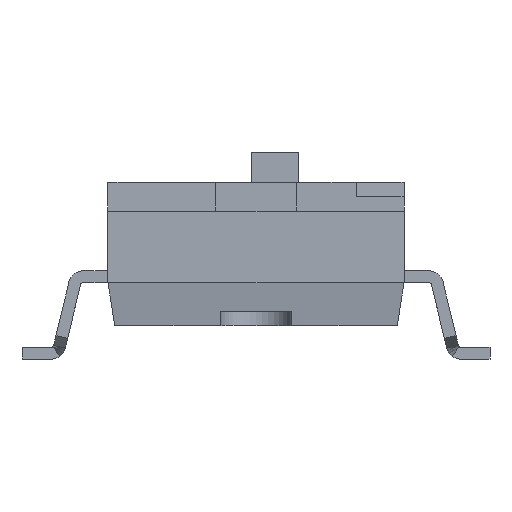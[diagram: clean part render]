
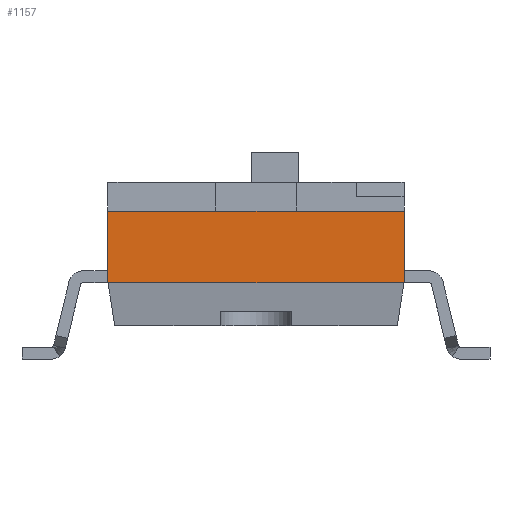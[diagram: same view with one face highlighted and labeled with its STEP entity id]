
A CAD part, left-side view. The second image highlights one B-rep face of the part: STEP entity #1157.
In plain terms, the highlighted planar face has unit normal (-1, 0, 0).
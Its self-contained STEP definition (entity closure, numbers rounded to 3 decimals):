
#1157 = ADVANCED_FACE( '', ( #2419 ), #2420, .T. );
#2419 = FACE_OUTER_BOUND( '', #3914, .T. );
#2420 = PLANE( '', #3915 );
#3914 = EDGE_LOOP( '', ( #6756, #6757, #6758, #6759 ) );
#3915 = AXIS2_PLACEMENT_3D( '', #6760, #6761, #6762 );
#6756 = ORIENTED_EDGE( '', *, *, #10691, .F. );
#6757 = ORIENTED_EDGE( '', *, *, #10226, .F. );
#6758 = ORIENTED_EDGE( '', *, *, #10692, .T. );
#6759 = ORIENTED_EDGE( '', *, *, #10624, .F. );
#6760 = CARTESIAN_POINT( '', ( -8.09, 3.1, -2.4 ) );
#6761 = DIRECTION( '', ( -1., 0., 0. ) );
#6762 = DIRECTION( '', ( 0., 0., 1. ) );
#10226 = EDGE_CURVE( '', #12469, #12471, #12472, .T. );
#10624 = EDGE_CURVE( '', #13097, #13098, #13099, .T. );
#10691 = EDGE_CURVE( '', #12471, #13097, #13196, .T. );
#10692 = EDGE_CURVE( '', #12469, #13098, #13197, .T. );
#12469 = VERTEX_POINT( '', #15697 );
#12471 = VERTEX_POINT( '', #15700 );
#12472 = LINE( '', #15701, #15702 );
#13097 = VERTEX_POINT( '', #16734 );
#13098 = VERTEX_POINT( '', #16735 );
#13099 = LINE( '', #16736, #16737 );
#13196 = LINE( '', #16928, #16929 );
#13197 = LINE( '', #16930, #16931 );
#15697 = CARTESIAN_POINT( '', ( -8.09, -3.1, -1.5 ) );
#15700 = CARTESIAN_POINT( '', ( -8.09, 3.1, -1.5 ) );
#15701 = CARTESIAN_POINT( '', ( -8.09, -17.493, -1.5 ) );
#15702 = VECTOR( '', #19217, 1000. );
#16734 = CARTESIAN_POINT( '', ( -8.09, 3.1, 0. ) );
#16735 = CARTESIAN_POINT( '', ( -8.09, -3.1, 0. ) );
#16736 = CARTESIAN_POINT( '', ( -8.09, 3.1, 0. ) );
#16737 = VECTOR( '', #19528, 1000. );
#16928 = CARTESIAN_POINT( '', ( -8.09, 3.1, -2.4 ) );
#16929 = VECTOR( '', #19576, 1000. );
#16930 = CARTESIAN_POINT( '', ( -8.09, -3.1, -2.4 ) );
#16931 = VECTOR( '', #19577, 1000. );
#19217 = DIRECTION( '', ( 0., 1., 0. ) );
#19528 = DIRECTION( '', ( 0., -1., 0. ) );
#19576 = DIRECTION( '', ( 0., 0., 1. ) );
#19577 = DIRECTION( '', ( 0., 0., 1. ) );
